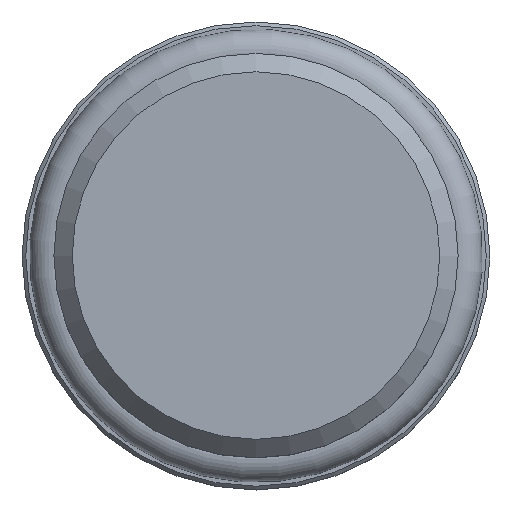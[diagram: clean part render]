
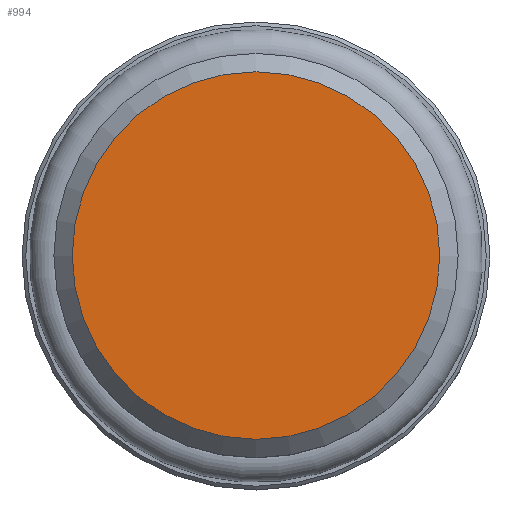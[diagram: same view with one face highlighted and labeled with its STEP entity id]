
A CAD part, top view. The second image highlights one B-rep face of the part: STEP entity #994.
In plain terms, the highlighted planar face has unit normal (0, 0, 1).
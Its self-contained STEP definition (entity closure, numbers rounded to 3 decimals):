
#951=CARTESIAN_POINT('',(9.975,0.,16.5));
#952=VERTEX_POINT('',#951);
#953=CARTESIAN_POINT('',(0.0,0.0,16.5));
#954=DIRECTION('',(0.0,0.0,-1.0));
#955=DIRECTION('',(-1.0,0.0,0.0));
#956=AXIS2_PLACEMENT_3D('',#953,#954,#955);
#957=CIRCLE('',#956,9.975);
#958=EDGE_CURVE('',#952,#952,#957,.T.);
#986=CARTESIAN_POINT('',(0.0,0.0,16.5));
#987=DIRECTION('',(0.0,0.0,-1.0));
#988=DIRECTION('',(-1.0,0.0,0.0));
#989=AXIS2_PLACEMENT_3D('',#986,#987,#988);
#990=PLANE('',#989);
#991=ORIENTED_EDGE('',*,*,#958,.F.);
#992=EDGE_LOOP('',(#991));
#993=FACE_OUTER_BOUND('',#992,.T.);
#994=ADVANCED_FACE('',(#993),#990,.F.);
